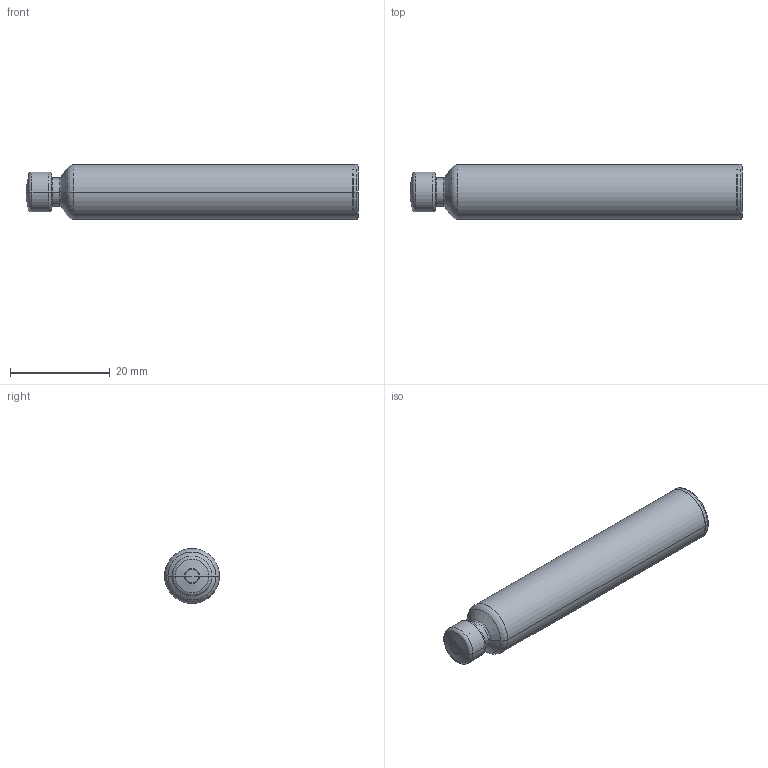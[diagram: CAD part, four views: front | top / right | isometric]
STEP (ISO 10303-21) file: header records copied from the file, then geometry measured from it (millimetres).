
FILE_DESCRIPTION((''),'2;1');
FILE_NAME('EMK0502_ASM','2023-03-17T11:12:52',('ZKHO'),('Device R&D - Novo Nordisk'),'CREO PARAMETRIC BY PTC INC, 2020281','CREO PARAMETRIC BY PTC INC, 2020281','');
FILE_SCHEMA(('CONFIG_CONTROL_DESIGN','SHAPE_APPEARANCE_LAYERS_GROUPS'));
Length unit declared in the file: millimetre
Products named in the file (7): 20-323-17; STEMPEL30; 21-301-06; KAPSEL; KAPSELGUMMI; BARRIER-RUBBER_20-323-17; EMK0502_ASM
Assembly tree (6 placements, depth 2):
  EMK0502_ASM
    20-323-17
    STEMPEL30
    21-301-06
    KAPSEL
    KAPSELGUMMI
    BARRIER-RUBBER_20-323-17
Bounding box: 66.45 x 11.05 x 11.05 mm (x, y, z)
Volume: 2376 mm3; surface area: 4928.6 mm2
Topology: 6 solids, 6 shells, 139 faces, 316 edges, 161 vertices
Faces by surface type: torus 52, cylinder 36, cone 28, sphere 18, plane 3, revolution 2
Entity records: 4898 total; most frequent: DIRECTION 802, CARTESIAN_POINT 618, ORIENTED_EDGE 572, AXIS2_PLACEMENT_3D 366, PRESENTATION_STYLE_ASSIGNMENT 289, STYLED_ITEM 289, EDGE_CURVE 286, CURVE_STYLE 284
